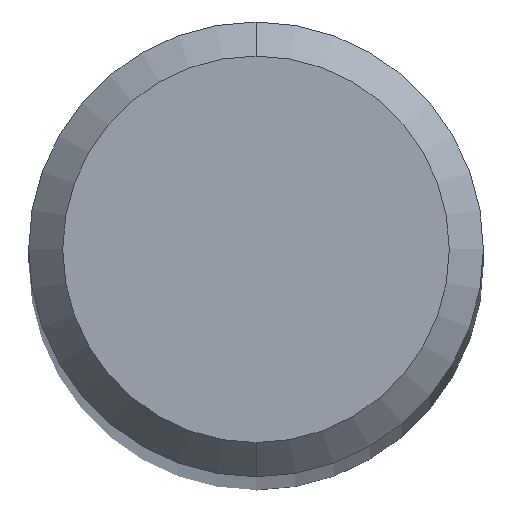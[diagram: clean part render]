
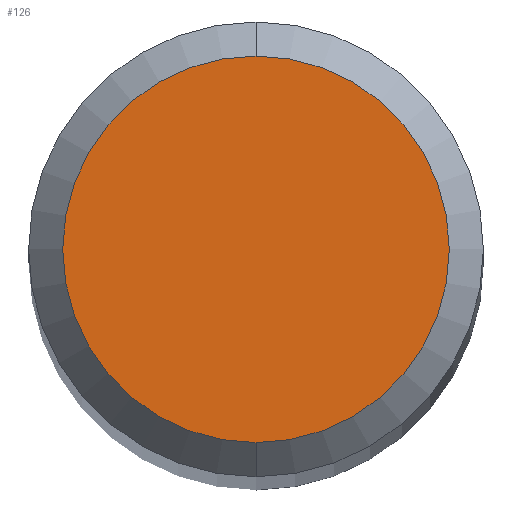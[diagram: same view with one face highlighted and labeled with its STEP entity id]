
A CAD part, top view. The second image highlights one B-rep face of the part: STEP entity #126.
In plain terms, the highlighted planar face has unit normal (0, 0, 1).
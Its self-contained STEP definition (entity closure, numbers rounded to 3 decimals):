
#118=VERTEX_POINT('',#259);
#122=EDGE_CURVE('',#132,#118,#264,.T.);
#126=ADVANCED_FACE('',(#270),#271,.T.);
#132=VERTEX_POINT('',#278);
#172=EDGE_CURVE('',#118,#132,#322,.T.);
#259=CARTESIAN_POINT('',(0.0,1.7,0.0));
#264=CIRCLE('',#416,1.7);
#270=FACE_OUTER_BOUND('',#422,.T.);
#271=PLANE('',#423);
#278=CARTESIAN_POINT('',(0.,-1.7,0.0));
#322=CIRCLE('',#489,1.7);
#416=AXIS2_PLACEMENT_3D('',#598,#599,#600);
#422=EDGE_LOOP('',(#610,#611));
#423=AXIS2_PLACEMENT_3D('',#612,#613,#614);
#489=AXIS2_PLACEMENT_3D('',#674,#675,#676);
#598=CARTESIAN_POINT('',(0.0,0.0,0.0));
#599=DIRECTION('',(0.0,0.0,-1.0));
#600=DIRECTION('',(0.0,1.0,0.0));
#610=ORIENTED_EDGE('',*,*,#172,.F.);
#611=ORIENTED_EDGE('',*,*,#122,.F.);
#612=CARTESIAN_POINT('',(0.0,0.85,0.0));
#613=DIRECTION('',(-0.0,0.0,1.0));
#614=DIRECTION('',(0.0,-1.0,0.0));
#674=CARTESIAN_POINT('',(0.0,0.0,0.0));
#675=DIRECTION('',(0.0,0.0,-1.0));
#676=DIRECTION('',(0.0,1.0,0.0));
